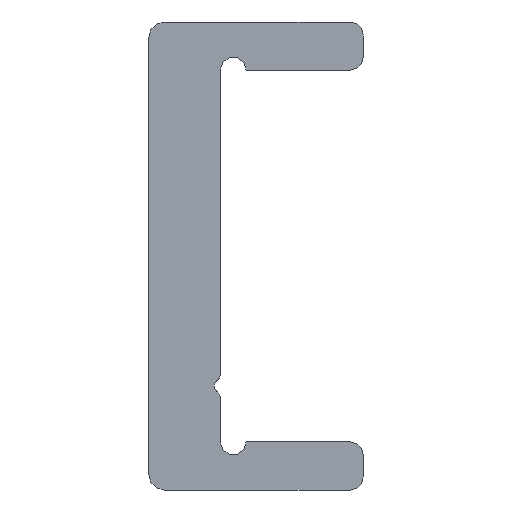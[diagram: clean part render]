
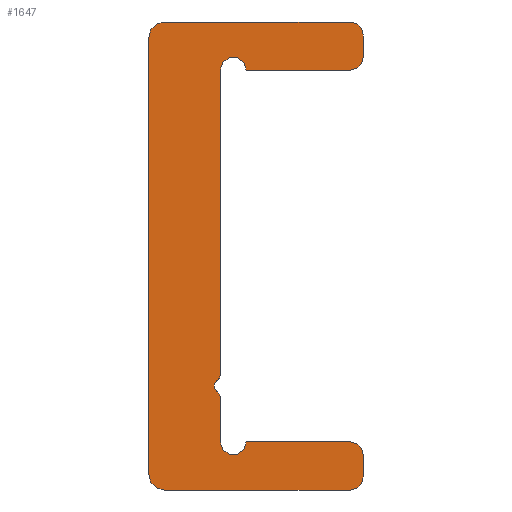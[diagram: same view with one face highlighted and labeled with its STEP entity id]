
A CAD part, left-side view. The second image highlights one B-rep face of the part: STEP entity #1647.
In plain terms, the highlighted planar face has unit normal (-1, 0, 0).
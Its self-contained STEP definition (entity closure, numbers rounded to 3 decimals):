
#860=CARTESIAN_POINT('',(0.0,1.375,-4.567));
#861=VERTEX_POINT('',#860);
#868=CARTESIAN_POINT('',(0.0,1.5,-4.783));
#869=VERTEX_POINT('',#868);
#870=CARTESIAN_POINT('',(0.0,1.625,-4.567));
#871=DIRECTION('',(1.0,0.0,0.0));
#872=DIRECTION('',(0.0,-1.0,0.0));
#873=AXIS2_PLACEMENT_3D('',#870,#871,#872);
#874=CIRCLE('',#873,0.25);
#875=EDGE_CURVE('',#861,#869,#874,.T.);
#985=CARTESIAN_POINT('',(0.0,1.375,7.15));
#986=VERTEX_POINT('',#985);
#993=CARTESIAN_POINT('',(0.0,1.375,7.15));
#994=DIRECTION('',(0.0,0.0,-1.0));
#995=VECTOR('',#994,11.717);
#996=LINE('',#993,#995);
#997=EDGE_CURVE('',#986,#861,#996,.T.);
#1037=CARTESIAN_POINT('',(0.0,-4.125,-8.5));
#1038=VERTEX_POINT('',#1037);
#1045=CARTESIAN_POINT('',(0.0,-3.625,-9.0));
#1046=VERTEX_POINT('',#1045);
#1047=CARTESIAN_POINT('',(0.0,-3.625,-8.5));
#1048=DIRECTION('',(1.0,0.0,0.0));
#1049=DIRECTION('',(0.0,-1.0,0.0));
#1050=AXIS2_PLACEMENT_3D('',#1047,#1048,#1049);
#1051=CIRCLE('',#1050,0.5);
#1052=EDGE_CURVE('',#1038,#1046,#1051,.T.);
#1076=CARTESIAN_POINT('',(0.0,-4.125,-7.65));
#1077=VERTEX_POINT('',#1076);
#1084=CARTESIAN_POINT('',(0.0,-4.125,-7.65));
#1085=DIRECTION('',(0.0,0.0,-1.0));
#1086=VECTOR('',#1085,0.85);
#1087=LINE('',#1084,#1086);
#1088=EDGE_CURVE('',#1077,#1038,#1087,.T.);
#1108=CARTESIAN_POINT('',(0.0,-3.625,-7.15));
#1109=VERTEX_POINT('',#1108);
#1116=CARTESIAN_POINT('',(0.0,-3.625,-7.65));
#1117=DIRECTION('',(1.0,0.0,0.0));
#1118=DIRECTION('',(0.0,0.0,1.0));
#1119=AXIS2_PLACEMENT_3D('',#1116,#1117,#1118);
#1120=CIRCLE('',#1119,0.5);
#1121=EDGE_CURVE('',#1109,#1077,#1120,.T.);
#1140=CARTESIAN_POINT('',(0.0,0.375,-7.15));
#1141=VERTEX_POINT('',#1140);
#1148=CARTESIAN_POINT('',(0.0,0.375,-7.15));
#1149=DIRECTION('',(0.0,-1.0,0.0));
#1150=VECTOR('',#1149,4.);
#1151=LINE('',#1148,#1150);
#1152=EDGE_CURVE('',#1141,#1109,#1151,.T.);
#1172=CARTESIAN_POINT('',(0.0,1.375,-7.15));
#1173=VERTEX_POINT('',#1172);
#1180=CARTESIAN_POINT('',(0.0,0.875,-7.15));
#1181=DIRECTION('',(-1.0,0.0,0.0));
#1182=DIRECTION('',(0.0,1.,0.));
#1183=AXIS2_PLACEMENT_3D('',#1180,#1181,#1182);
#1184=CIRCLE('',#1183,0.5);
#1185=EDGE_CURVE('',#1173,#1141,#1184,.T.);
#1204=CARTESIAN_POINT('',(0.0,1.375,-5.433));
#1205=VERTEX_POINT('',#1204);
#1212=CARTESIAN_POINT('',(0.0,1.375,-5.433));
#1213=DIRECTION('',(0.0,0.0,-1.0));
#1214=VECTOR('',#1213,1.717);
#1215=LINE('',#1212,#1214);
#1216=EDGE_CURVE('',#1205,#1173,#1215,.T.);
#1236=CARTESIAN_POINT('',(0.0,1.5,-5.217));
#1237=VERTEX_POINT('',#1236);
#1244=CARTESIAN_POINT('',(0.0,1.625,-5.433));
#1245=DIRECTION('',(1.0,0.0,0.0));
#1246=DIRECTION('',(0.0,-0.5,0.866));
#1247=AXIS2_PLACEMENT_3D('',#1244,#1245,#1246);
#1248=CIRCLE('',#1247,0.25);
#1249=EDGE_CURVE('',#1237,#1205,#1248,.T.);
#1268=CARTESIAN_POINT('',(0.0,1.375,-5.0));
#1269=DIRECTION('',(-1.0,0.0,0.0));
#1270=DIRECTION('',(0.0,-0.5,0.866));
#1271=AXIS2_PLACEMENT_3D('',#1268,#1269,#1270);
#1272=CIRCLE('',#1271,0.25);
#1273=EDGE_CURVE('',#869,#1237,#1272,.T.);
#1293=CARTESIAN_POINT('',(0.0,0.375,7.15));
#1294=VERTEX_POINT('',#1293);
#1301=CARTESIAN_POINT('',(0.0,0.875,7.15));
#1302=DIRECTION('',(-1.0,0.0,0.0));
#1303=DIRECTION('',(0.0,-1.0,0.0));
#1304=AXIS2_PLACEMENT_3D('',#1301,#1302,#1303);
#1305=CIRCLE('',#1304,0.5);
#1306=EDGE_CURVE('',#1294,#986,#1305,.T.);
#1325=CARTESIAN_POINT('',(0.0,-3.625,7.15));
#1326=VERTEX_POINT('',#1325);
#1333=CARTESIAN_POINT('',(0.0,-3.625,7.15));
#1334=DIRECTION('',(0.0,1.0,0.0));
#1335=VECTOR('',#1334,4.0);
#1336=LINE('',#1333,#1335);
#1337=EDGE_CURVE('',#1326,#1294,#1336,.T.);
#1357=CARTESIAN_POINT('',(0.0,-4.125,7.65));
#1358=VERTEX_POINT('',#1357);
#1365=CARTESIAN_POINT('',(0.0,-3.625,7.65));
#1366=DIRECTION('',(1.0,0.0,0.0));
#1367=DIRECTION('',(0.0,-1.0,0.0));
#1368=AXIS2_PLACEMENT_3D('',#1365,#1366,#1367);
#1369=CIRCLE('',#1368,0.5);
#1370=EDGE_CURVE('',#1358,#1326,#1369,.T.);
#1389=CARTESIAN_POINT('',(0.0,-4.125,8.5));
#1390=VERTEX_POINT('',#1389);
#1397=CARTESIAN_POINT('',(0.0,-4.125,8.5));
#1398=DIRECTION('',(0.0,0.0,-1.0));
#1399=VECTOR('',#1398,0.85);
#1400=LINE('',#1397,#1399);
#1401=EDGE_CURVE('',#1390,#1358,#1400,.T.);
#1421=CARTESIAN_POINT('',(0.0,-3.625,9.0));
#1422=VERTEX_POINT('',#1421);
#1429=CARTESIAN_POINT('',(0.0,-3.625,8.5));
#1430=DIRECTION('',(1.0,0.0,0.0));
#1431=DIRECTION('',(0.0,0.0,1.0));
#1432=AXIS2_PLACEMENT_3D('',#1429,#1430,#1431);
#1433=CIRCLE('',#1432,0.5);
#1434=EDGE_CURVE('',#1422,#1390,#1433,.T.);
#1453=CARTESIAN_POINT('',(0.0,3.525,9.0));
#1454=VERTEX_POINT('',#1453);
#1461=CARTESIAN_POINT('',(0.0,3.525,9.0));
#1462=DIRECTION('',(0.0,-1.0,0.0));
#1463=VECTOR('',#1462,7.15);
#1464=LINE('',#1461,#1463);
#1465=EDGE_CURVE('',#1454,#1422,#1464,.T.);
#1485=CARTESIAN_POINT('',(0.0,4.125,8.4));
#1486=VERTEX_POINT('',#1485);
#1493=CARTESIAN_POINT('',(0.0,3.525,8.4));
#1494=DIRECTION('',(1.0,0.0,0.0));
#1495=DIRECTION('',(0.0,1.0,0.0));
#1496=AXIS2_PLACEMENT_3D('',#1493,#1494,#1495);
#1497=CIRCLE('',#1496,0.6);
#1498=EDGE_CURVE('',#1486,#1454,#1497,.T.);
#1517=CARTESIAN_POINT('',(0.0,4.125,-8.4));
#1518=VERTEX_POINT('',#1517);
#1525=CARTESIAN_POINT('',(0.0,4.125,-8.4));
#1526=DIRECTION('',(0.0,0.0,1.0));
#1527=VECTOR('',#1526,16.8);
#1528=LINE('',#1525,#1527);
#1529=EDGE_CURVE('',#1518,#1486,#1528,.T.);
#1579=CARTESIAN_POINT('',(0.0,3.525,-9.0));
#1580=VERTEX_POINT('',#1579);
#1587=CARTESIAN_POINT('',(0.0,3.525,-8.4));
#1588=DIRECTION('',(1.0,0.0,0.0));
#1589=DIRECTION('',(0.0,0.0,-1.0));
#1590=AXIS2_PLACEMENT_3D('',#1587,#1588,#1589);
#1591=CIRCLE('',#1590,0.6);
#1592=EDGE_CURVE('',#1580,#1518,#1591,.T.);
#1610=CARTESIAN_POINT('',(0.0,-3.625,-9.0));
#1611=DIRECTION('',(0.0,1.0,0.0));
#1612=VECTOR('',#1611,7.15);
#1613=LINE('',#1610,#1612);
#1614=EDGE_CURVE('',#1046,#1580,#1613,.T.);
#1620=CARTESIAN_POINT('',(0.0,1.046,-0.014));
#1621=DIRECTION('',(1.0,0.0,0.0));
#1622=DIRECTION('',(0.0,0.0,-1.0));
#1623=AXIS2_PLACEMENT_3D('',#1620,#1621,#1622);
#1624=PLANE('',#1623);
#1625=ORIENTED_EDGE('',*,*,#1614,.F.);
#1626=ORIENTED_EDGE('',*,*,#1052,.F.);
#1627=ORIENTED_EDGE('',*,*,#1088,.F.);
#1628=ORIENTED_EDGE('',*,*,#1121,.F.);
#1629=ORIENTED_EDGE('',*,*,#1152,.F.);
#1630=ORIENTED_EDGE('',*,*,#1185,.F.);
#1631=ORIENTED_EDGE('',*,*,#1216,.F.);
#1632=ORIENTED_EDGE('',*,*,#1249,.F.);
#1633=ORIENTED_EDGE('',*,*,#1273,.F.);
#1634=ORIENTED_EDGE('',*,*,#875,.F.);
#1635=ORIENTED_EDGE('',*,*,#997,.F.);
#1636=ORIENTED_EDGE('',*,*,#1306,.F.);
#1637=ORIENTED_EDGE('',*,*,#1337,.F.);
#1638=ORIENTED_EDGE('',*,*,#1370,.F.);
#1639=ORIENTED_EDGE('',*,*,#1401,.F.);
#1640=ORIENTED_EDGE('',*,*,#1434,.F.);
#1641=ORIENTED_EDGE('',*,*,#1465,.F.);
#1642=ORIENTED_EDGE('',*,*,#1498,.F.);
#1643=ORIENTED_EDGE('',*,*,#1529,.F.);
#1644=ORIENTED_EDGE('',*,*,#1592,.F.);
#1645=EDGE_LOOP('',(#1625,#1626,#1627,#1628,#1629,#1630,#1631,#1632,#1633,#1634,#1635,#1636,#1637,#1638,#1639,#1640,#1641,#1642,#1643,#1644));
#1646=FACE_OUTER_BOUND('',#1645,.T.);
#1647=ADVANCED_FACE('',(#1646),#1624,.F.);
